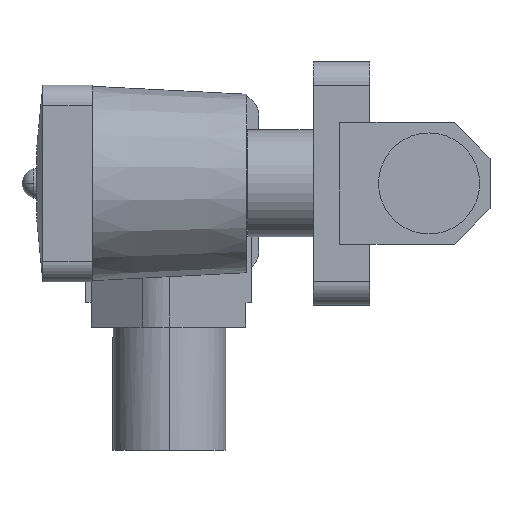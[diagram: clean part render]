
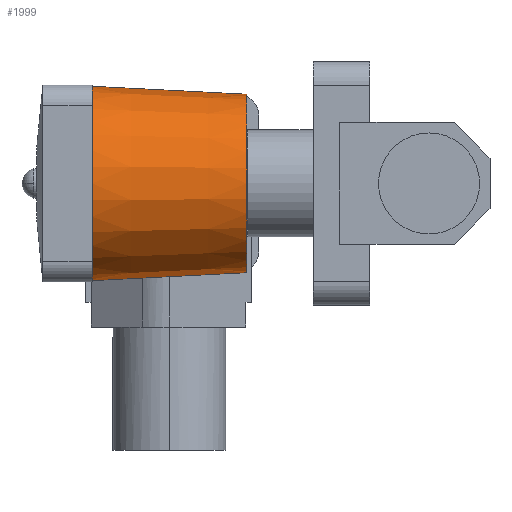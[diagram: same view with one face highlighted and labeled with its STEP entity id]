
A CAD part, left-side view. The second image highlights one B-rep face of the part: STEP entity #1999.
In plain terms, the highlighted conical face has half-angle 2.943 degrees and reference radius 30 mm.
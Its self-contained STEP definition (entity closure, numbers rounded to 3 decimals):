
#67 = CARTESIAN_POINT ( 'NONE',  ( 0., 59.5, 0. ) ) ;
#72 = CARTESIAN_POINT ( 'NONE',  ( 0., 7.5, -30. ) ) ;
#332 = EDGE_CURVE ( 'NONE', #2370, #3013, #2648, .T. ) ;
#501 = DIRECTION ( 'NONE',  ( 0., -1., 0. ) ) ;
#602 = EDGE_CURVE ( 'NONE', #2370, #1979, #3502, .T. ) ;
#1028 = CONICAL_SURFACE ( 'NONE', #3528, 30., 0.051 ) ;
#1118 = ORIENTED_EDGE ( 'NONE', *, *, #3756, .F. ) ;
#1225 = DIRECTION ( 'NONE',  ( 0., 1., 0. ) ) ;
#1247 = DIRECTION ( 'NONE',  ( 0., 0.999, -0.051 ) ) ;
#1256 = ORIENTED_EDGE ( 'NONE', *, *, #2681, .F. ) ;
#1320 = DIRECTION ( 'NONE',  ( 0., 0., -1. ) ) ;
#1473 = VERTEX_POINT ( 'NONE', #3240 ) ;
#1567 = CARTESIAN_POINT ( 'NONE',  ( 0., 7.5, 0. ) ) ;
#1707 = DIRECTION ( 'NONE',  ( 0., 1., 0. ) ) ;
#1860 = AXIS2_PLACEMENT_3D ( 'NONE', #1567, #501, #1320 ) ;
#1979 = VERTEX_POINT ( 'NONE', #2905 ) ;
#1999 = ADVANCED_FACE ( 'NONE', ( #3415 ), #1028, .T. ) ;
#2003 = CARTESIAN_POINT ( 'NONE',  ( 0., 7.5, 30. ) ) ;
#2009 = CIRCLE ( 'NONE', #2988, 32.673 ) ;
#2211 = CARTESIAN_POINT ( 'NONE',  ( 0., 7.5, 30. ) ) ;
#2274 = CARTESIAN_POINT ( 'NONE',  ( 0., 7.5, 0. ) ) ;
#2370 = VERTEX_POINT ( 'NONE', #2211 ) ;
#2571 = DIRECTION ( 'NONE',  ( 0., 0., 1. ) ) ;
#2638 = ORIENTED_EDGE ( 'NONE', *, *, #602, .F. ) ;
#2648 = LINE ( 'NONE', #2003, #3254 ) ;
#2652 = CARTESIAN_POINT ( 'NONE',  ( 0., 59.5, 32.673 ) ) ;
#2681 = EDGE_CURVE ( 'NONE', #1979, #1473, #3792, .T. ) ;
#2905 = CARTESIAN_POINT ( 'NONE',  ( 0., 7.5, -30. ) ) ;
#2907 = VECTOR ( 'NONE', #1247, 1000. ) ;
#2988 = AXIS2_PLACEMENT_3D ( 'NONE', #67, #1225, #3636 ) ;
#3013 = VERTEX_POINT ( 'NONE', #2652 ) ;
#3168 = DIRECTION ( 'NONE',  ( 0., 0.999, 0.051 ) ) ;
#3240 = CARTESIAN_POINT ( 'NONE',  ( 0., 59.5, -32.673 ) ) ;
#3254 = VECTOR ( 'NONE', #3168, 1000. ) ;
#3315 = EDGE_LOOP ( 'NONE', ( #1256, #2638, #3563, #1118 ) ) ;
#3415 = FACE_OUTER_BOUND ( 'NONE', #3315, .T. ) ;
#3502 = CIRCLE ( 'NONE', #1860, 30. ) ;
#3528 = AXIS2_PLACEMENT_3D ( 'NONE', #2274, #1707, #2571 ) ;
#3563 = ORIENTED_EDGE ( 'NONE', *, *, #332, .T. ) ;
#3636 = DIRECTION ( 'NONE',  ( 0., 0., -1. ) ) ;
#3756 = EDGE_CURVE ( 'NONE', #1473, #3013, #2009, .T. ) ;
#3792 = LINE ( 'NONE', #72, #2907 ) ;
